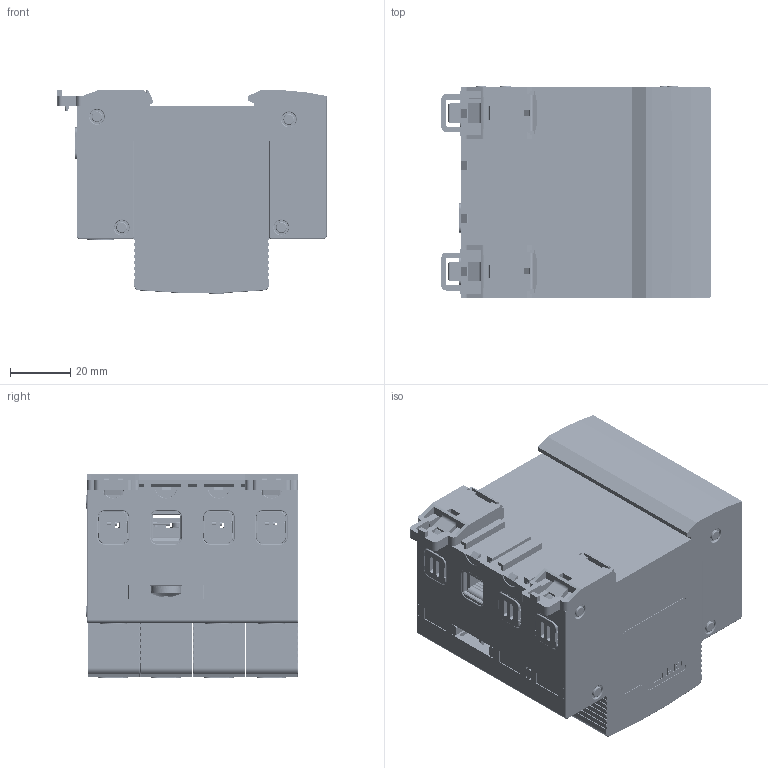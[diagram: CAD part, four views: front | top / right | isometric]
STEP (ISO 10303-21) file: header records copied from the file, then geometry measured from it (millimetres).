
FILE_DESCRIPTION((''),'2;1');
FILE_NAME('123','2024-04-29T13:22:52',('wanghy1'),(''),'CREO PARAMETRIC BY PTC INC, 2020044','CREO PARAMETRIC BY PTC INC, 2020044','');
FILE_SCHEMA(('CONFIG_CONTROL_DESIGN','SHAPE_APPEARANCE_LAYERS_GROUPS'));
Products named in the file (1): 123
Bounding box: 89.33 x 70.5 x 67.8 mm (x, y, z)
Surface area: 176082.9 mm2 (no closed solid volume)
Topology: 0 solids, 57 shells, 9136 faces, 25873 edges, 17021 vertices
Faces by surface type: plane 7056, cylinder 1612, torus 242, cone 142, bspline 54, sphere 30
Entity records: 353532 total; most frequent: CARTESIAN_POINT 57156, ORIENTED_EDGE 51710, DIRECTION 47549, EDGE_CURVE 25855, VECTOR 21273, LINE 21273, VERTEX_POINT 17031, AXIS2_PLACEMENT_3D 13138
